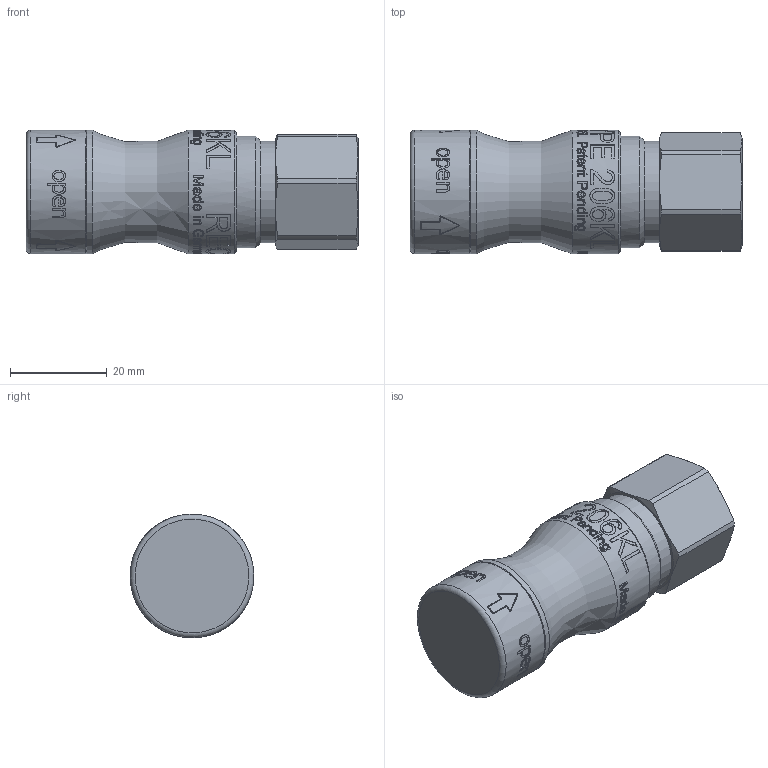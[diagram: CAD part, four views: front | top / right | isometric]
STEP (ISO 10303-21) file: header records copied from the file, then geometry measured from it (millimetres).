
FILE_DESCRIPTION((''),'2;1');
FILE_NAME('206kliw17evx.stp','2014-01-21T15:34:53',('IA176480'),(''),'Autodesk Inventor 2013','Autodesk Inventor 2013','');
FILE_SCHEMA(('AUTOMOTIVE_DESIGN { 1 0 10303 214 1 1 1 1 }'));
Length unit declared in the file: millimetre
Products named in the file (1): D108001
Bounding box: 68.5 x 25.5 x 25.5 mm (x, y, z)
Volume: 23982.3 mm3; surface area: 13984.8 mm2
Topology: 1 solids, 3 shells, 1168 faces, 3070 edges, 2035 vertices
Faces by surface type: bspline 557, plane 417, cylinder 145, cone 39, torus 10
Full cylindrical faces by diameter (mm): 10.2 x1, 14.95 x1, 16.43 x1, 16.65 x1, 18 x2, 18.1 x1, 18.15 x1, 18.25 x1, 19.7 x1, 20 x1, 20.05 x1, 20.9 x1, 21 x1, 21.3 x1, 23 x1, 23.1 x1, 23.4 x2, 23.55 x2, 24.1 x1, 25.5 x3
Entity records: 167117 total; most frequent: CARTESIAN_POINT 141775, ORIENTED_EDGE 5984, DIRECTION 3034, EDGE_CURVE 2992, VERTEX_POINT 2020, B_SPLINE_CURVE_WITH_KNOTS 1477, EDGE_LOOP 1362, VECTOR 1172
